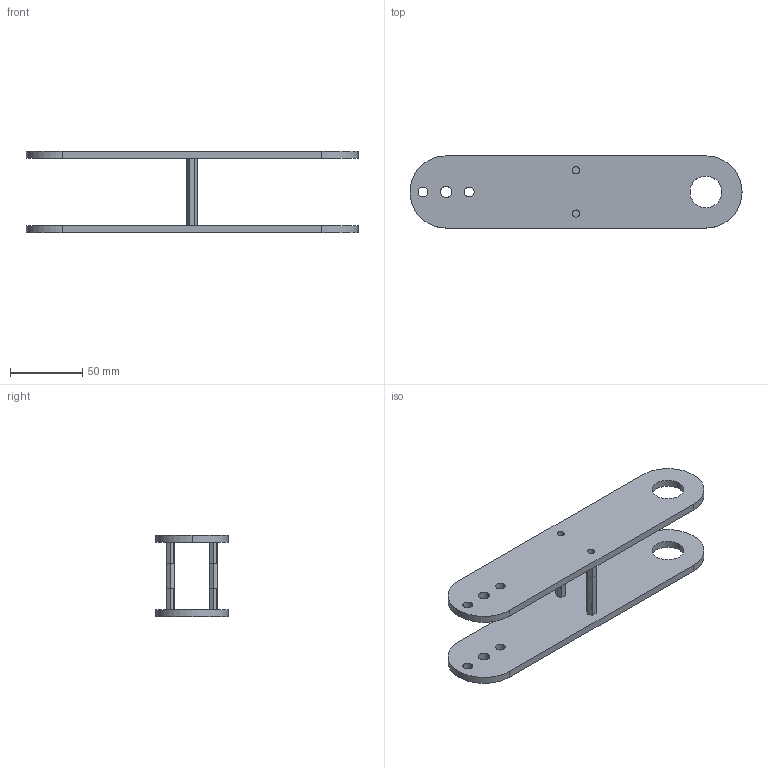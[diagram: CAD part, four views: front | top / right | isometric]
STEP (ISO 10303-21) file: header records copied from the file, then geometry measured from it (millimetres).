
FILE_DESCRIPTION (( 'STEP AP203' ), '1' );
FILE_NAME ('Link_1_Default_sldprt.STEP', '2022-03-13T15:38:15', ( '' ), ( '' ), 'SwSTEP 2.0', 'SolidWorks 2021', '' );
FILE_SCHEMA (( 'CONFIG_CONTROL_DESIGN' ));
Length unit declared in the file: millimetre
Products named in the file (1): Link_1_Default_sldprt
Bounding box: 230 x 50 x 56.8 mm (x, y, z)
Volume: 105952 mm3; surface area: 51552.1 mm2
Topology: 4 solids, 4 shells, 66 faces, 162 edges, 108 vertices
Faces by surface type: cylinder 38, plane 28
Entity records: 2101 total; most frequent: DIRECTION 372, CARTESIAN_POINT 337, ORIENTED_EDGE 324, EDGE_CURVE 162, AXIS2_PLACEMENT_3D 143, VERTEX_POINT 108, EDGE_LOOP 94, LINE 86
